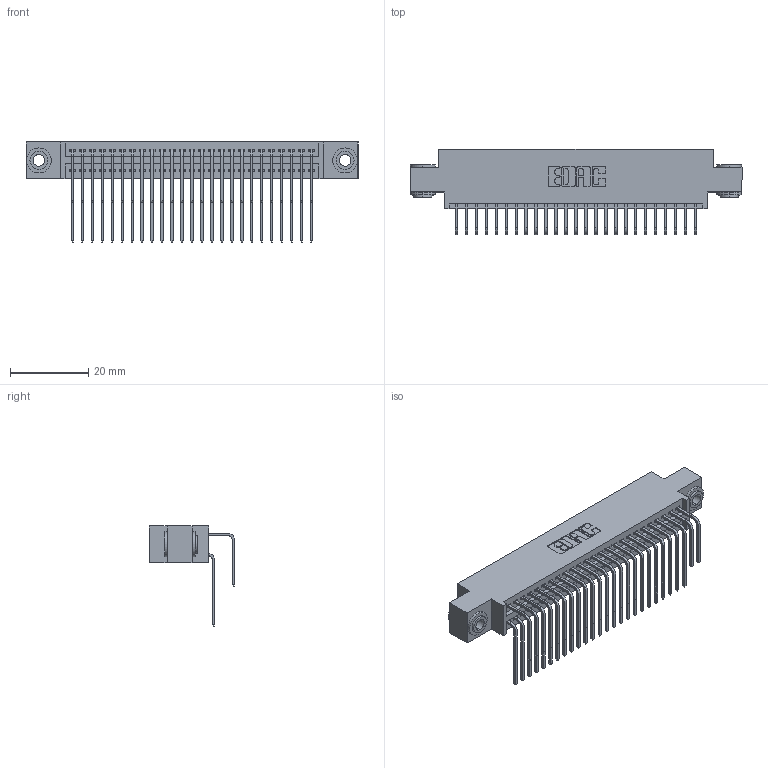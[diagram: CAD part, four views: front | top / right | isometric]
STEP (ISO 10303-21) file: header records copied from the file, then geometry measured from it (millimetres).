
FILE_DESCRIPTION (( 'STEP AP203' ), '1' );
FILE_NAME ('345-050-558-803.STEP', '2018-09-14T10:30:48', ( '' ), ( '' ), 'SwSTEP 2.0', 'SolidWorks 2016', '' );
FILE_SCHEMA (( 'CONFIG_CONTROL_DESIGN' ));
Length unit declared in the file: inch
Products named in the file (5): 345-050-558-803; 345 Part_0.170 Offset - 0.156 Dia-TH; 345-292-001_558 559 Tail - 1; 345-292-001_558 Tail - 2; 345-250-002_345-250-002-102
Assembly tree (53 placements, depth 2):
  345-050-558-803
    345 Part_0.170 Offset - 0.156 Dia-TH
    345-292-001_558 559 Tail - 1  x25
    345-292-001_558 Tail - 2  x25
    345-250-002_345-250-002-102  x2
Bounding box: 84.71 x 21.83 x 25.53 mm (x, y, z)
Volume: 8265.4 mm3; surface area: 13593 mm2
Topology: 53 solids, 53 shells, 2768 faces, 8179 edges, 5382 vertices
Faces by surface type: plane 1844, cylinder 916, cone 8
Entity records: 24338 total; most frequent: CARTESIAN_POINT 4118, ORIENTED_EDGE 3994, DIRECTION 3655, EDGE_CURVE 1997, LINE 1701, VECTOR 1701, VERTEX_POINT 1326, AXIS2_PLACEMENT_3D 977
